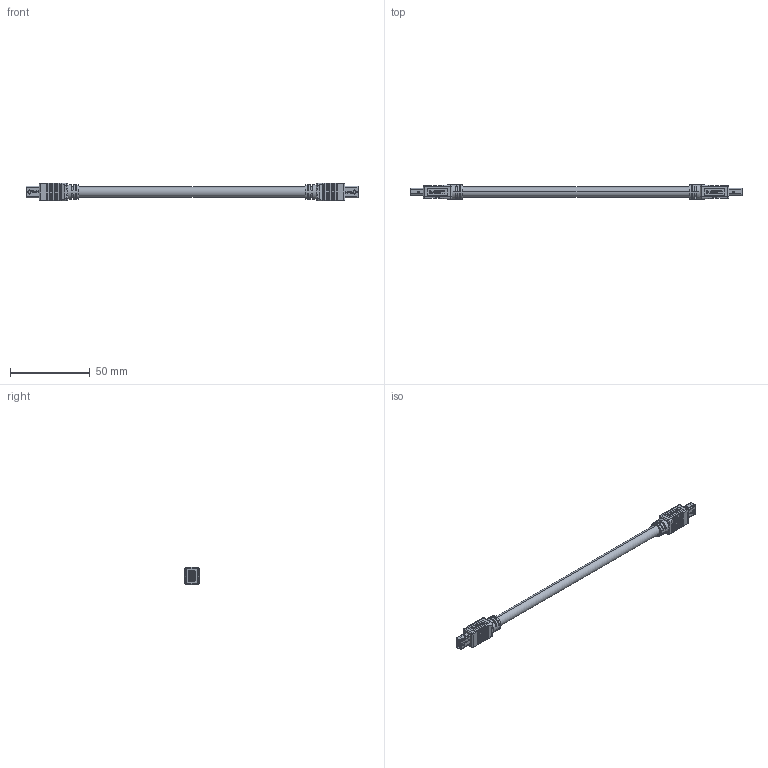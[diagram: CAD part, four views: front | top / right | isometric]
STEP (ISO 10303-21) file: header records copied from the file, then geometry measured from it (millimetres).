
FILE_DESCRIPTION (( 'STEP AP214' ), '1' );
FILE_NAME ('DPCAC3MM_3D.STEP', '2020-04-09T19:55:55', ( '' ), ( '' ), 'SwSTEP 2.0', 'SolidWorks 2018', '' );
FILE_SCHEMA (( 'AUTOMOTIVE_DESIGN' ));
Length unit declared in the file: inch
Products named in the file (9): 1AH04-009-MA2; 1AH04-009-MA3; MTN-879; 1AH04-009-MA1; MTN-878_WITHOUT CBL; MTN-879_without cbl; 1AL08-275_6" length; DPCAC3MM_3D; 1AH04-009
Assembly tree (9 placements, depth 4):
  DPCAC3MM_3D
    1AL08-275_6" length
    MTN-879_without cbl  x2
      MTN-878_WITHOUT CBL
      1AH04-009
        1AH04-009-MA1
        1AH04-009-MA2
        1AH04-009-MA3
      MTN-879
Bounding box: 208.81 x 9.3 x 11 mm (x, y, z)
Volume: 10592.9 mm3; surface area: 9597.2 mm2
Topology: 51 solids, 51 shells, 3210 faces, 9272 edges, 6048 vertices
Faces by surface type: plane 2214, cylinder 820, bspline 108, torus 52, sphere 16
Entity records: 60534 total; most frequent: CARTESIAN_POINT 10478, ORIENTED_EDGE 9254, DIRECTION 8445, EDGE_CURVE 4627, LINE 3559, VECTOR 3559, VERTEX_POINT 3026, AXIS2_PLACEMENT_3D 2443
